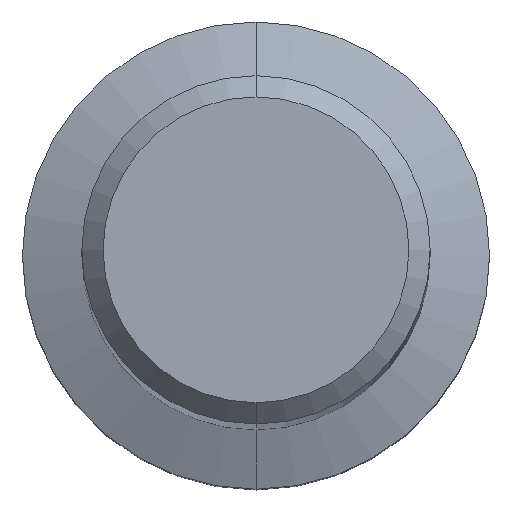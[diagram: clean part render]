
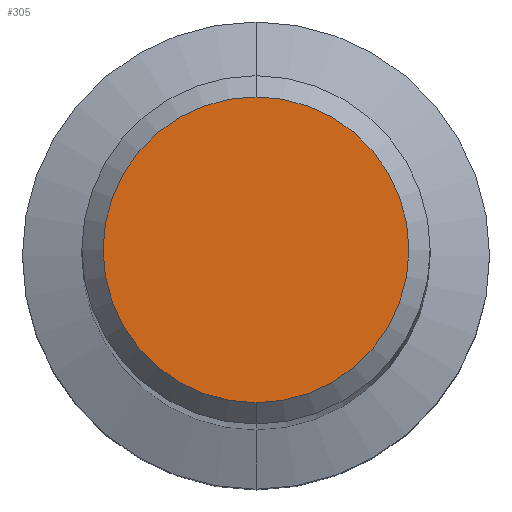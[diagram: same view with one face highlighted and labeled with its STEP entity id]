
A CAD part, top view. The second image highlights one B-rep face of the part: STEP entity #305.
In plain terms, the highlighted planar face has unit normal (0, 0, 1).
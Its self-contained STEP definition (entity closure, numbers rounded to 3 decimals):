
#229=EDGE_CURVE('',#341,#375,#589,.T.);
#305=ADVANCED_FACE('',(#676),#677,.T.);
#341=VERTEX_POINT('',#717);
#375=VERTEX_POINT('',#754);
#531=EDGE_CURVE('',#375,#341,#923,.T.);
#589=CIRCLE('',#1011,3.6);
#676=FACE_OUTER_BOUND('',#1164,.T.);
#677=PLANE('',#1165);
#717=CARTESIAN_POINT('',(0.0,3.6,0.0));
#754=CARTESIAN_POINT('',(0.,-3.6,0.0));
#923=CIRCLE('',#1647,3.6);
#1011=AXIS2_PLACEMENT_3D('',#1697,#1698,#1699);
#1164=EDGE_LOOP('',(#1805,#1806));
#1165=AXIS2_PLACEMENT_3D('',#1807,#1808,#1809);
#1647=AXIS2_PLACEMENT_3D('',#2083,#2084,#2085);
#1697=CARTESIAN_POINT('',(0.0,0.0,0.0));
#1698=DIRECTION('',(0.0,0.0,-1.0));
#1699=DIRECTION('',(0.0,1.0,0.0));
#1805=ORIENTED_EDGE('',*,*,#229,.F.);
#1806=ORIENTED_EDGE('',*,*,#531,.F.);
#1807=CARTESIAN_POINT('',(0.0,1.8,0.0));
#1808=DIRECTION('',(-0.0,0.0,1.0));
#1809=DIRECTION('',(0.0,-1.0,0.0));
#2083=CARTESIAN_POINT('',(0.0,0.0,0.0));
#2084=DIRECTION('',(0.0,0.0,-1.0));
#2085=DIRECTION('',(0.0,1.0,0.0));
